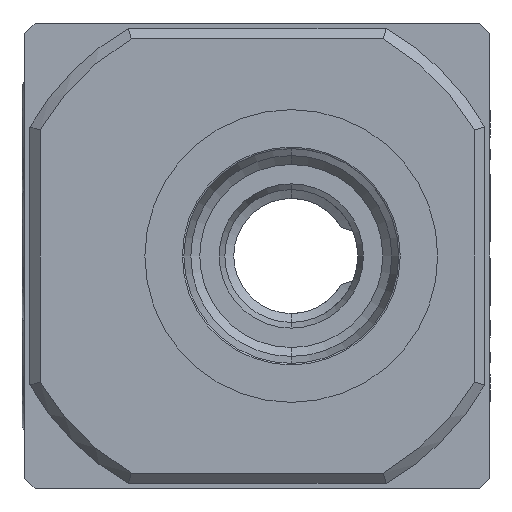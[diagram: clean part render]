
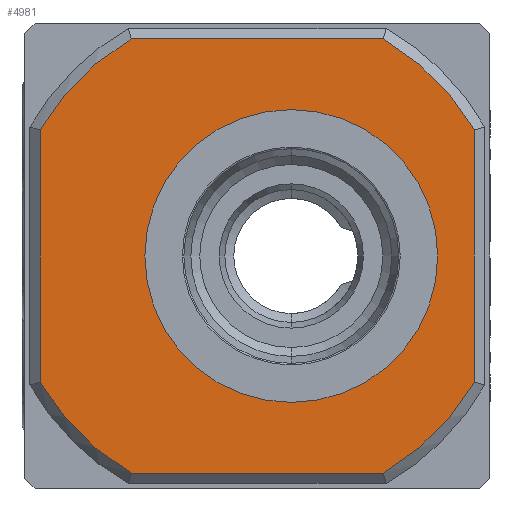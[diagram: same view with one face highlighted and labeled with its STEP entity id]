
A CAD part, left-side view. The second image highlights one B-rep face of the part: STEP entity #4981.
In plain terms, the highlighted planar face has unit normal (-1, 0, 0).
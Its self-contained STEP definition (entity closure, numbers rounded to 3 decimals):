
#294 = VERTEX_POINT ( 'NONE', #12310 ) ;
#307 = CIRCLE ( 'NONE', #473, 24. ) ;
#473 = AXIS2_PLACEMENT_3D ( 'NONE', #4252, #2825, #13669 ) ;
#516 = CARTESIAN_POINT ( 'NONE',  ( -12., -22.25, 22.25 ) ) ;
#660 = EDGE_LOOP ( 'NONE', ( #4955, #13838 ) ) ;
#1047 = LINE ( 'NONE', #17500, #16789 ) ;
#1245 = CARTESIAN_POINT ( 'NONE',  ( -12., -22.25, 22.25 ) ) ;
#1560 = AXIS2_PLACEMENT_3D ( 'NONE', #516, #8195, #7006 ) ;
#1728 = FACE_BOUND ( 'NONE', #660, .T. ) ;
#2079 = CARTESIAN_POINT ( 'NONE',  ( -12., -25.5, 36.25 ) ) ;
#2131 = EDGE_CURVE ( 'NONE', #9481, #16474, #7101, .T. ) ;
#2527 = DIRECTION ( 'NONE',  ( 0., 1., 0. ) ) ;
#2537 = VERTEX_POINT ( 'NONE', #8271 ) ;
#2804 = VERTEX_POINT ( 'NONE', #3613 ) ;
#2825 = DIRECTION ( 'NONE',  ( -1., 0., 0. ) ) ;
#3613 = CARTESIAN_POINT ( 'NONE',  ( -12., -10.19, 1.5 ) ) ;
#3744 = CARTESIAN_POINT ( 'NONE',  ( -12., -43., 10.19 ) ) ;
#4010 = EDGE_CURVE ( 'NONE', #9643, #2804, #7673, .T. ) ;
#4098 = ORIENTED_EDGE ( 'NONE', *, *, #12597, .T. ) ;
#4204 = CIRCLE ( 'NONE', #16084, 24. ) ;
#4213 = CARTESIAN_POINT ( 'NONE',  ( -12., -25.5, 8.25 ) ) ;
#4244 = EDGE_CURVE ( 'NONE', #8645, #15943, #1047, .T. ) ;
#4252 = CARTESIAN_POINT ( 'NONE',  ( -12., -22.25, 22.25 ) ) ;
#4464 = DIRECTION ( 'NONE',  ( 0., -1., 0. ) ) ;
#4955 = ORIENTED_EDGE ( 'NONE', *, *, #16158, .F. ) ;
#4958 = AXIS2_PLACEMENT_3D ( 'NONE', #14274, #6333, #13031 ) ;
#4981 = ADVANCED_FACE ( 'NONE', ( #8761, #1728 ), #15409, .T. ) ;
#5515 = DIRECTION ( 'NONE',  ( 0., 0., 1. ) ) ;
#5682 = ORIENTED_EDGE ( 'NONE', *, *, #12304, .T. ) ;
#5685 = EDGE_CURVE ( 'NONE', #294, #2537, #7840, .T. ) ;
#5802 = ORIENTED_EDGE ( 'NONE', *, *, #12537, .T. ) ;
#5914 = VECTOR ( 'NONE', #4464, 1000. ) ;
#5990 = CARTESIAN_POINT ( 'NONE',  ( -12., -43., 34.31 ) ) ;
#6114 = LINE ( 'NONE', #13364, #6717 ) ;
#6333 = DIRECTION ( 'NONE',  ( -1., 0., 0. ) ) ;
#6568 = VERTEX_POINT ( 'NONE', #7120 ) ;
#6668 = DIRECTION ( 'NONE',  ( -1., 0., 0. ) ) ;
#6717 = VECTOR ( 'NONE', #2527, 1000. ) ;
#7006 = DIRECTION ( 'NONE',  ( 0., 0., 1. ) ) ;
#7101 = CIRCLE ( 'NONE', #4958, 14. ) ;
#7120 = CARTESIAN_POINT ( 'NONE',  ( -12., -34.31, 1.5 ) ) ;
#7173 = DIRECTION ( 'NONE',  ( 0., 0., 1. ) ) ;
#7336 = DIRECTION ( 'NONE',  ( 0., 0., -1. ) ) ;
#7673 = CIRCLE ( 'NONE', #16217, 24. ) ;
#7840 = CIRCLE ( 'NONE', #15774, 24. ) ;
#8002 = VERTEX_POINT ( 'NONE', #15097 ) ;
#8043 = DIRECTION ( 'NONE',  ( 0., 0., 1. ) ) ;
#8089 = AXIS2_PLACEMENT_3D ( 'NONE', #9712, #16325, #14899 ) ;
#8195 = DIRECTION ( 'NONE',  ( -1., 0., 0. ) ) ;
#8268 = ORIENTED_EDGE ( 'NONE', *, *, #11253, .T. ) ;
#8271 = CARTESIAN_POINT ( 'NONE',  ( -12., -1.5, 34.31 ) ) ;
#8332 = CIRCLE ( 'NONE', #8089, 14. ) ;
#8645 = VERTEX_POINT ( 'NONE', #3744 ) ;
#8761 = FACE_OUTER_BOUND ( 'NONE', #14685, .T. ) ;
#8958 = DIRECTION ( 'NONE',  ( -1., 0., 0. ) ) ;
#9481 = VERTEX_POINT ( 'NONE', #4213 ) ;
#9643 = VERTEX_POINT ( 'NONE', #17109 ) ;
#9712 = CARTESIAN_POINT ( 'NONE',  ( -12., -25.5, 22.25 ) ) ;
#9973 = ORIENTED_EDGE ( 'NONE', *, *, #15277, .T. ) ;
#10059 = ORIENTED_EDGE ( 'NONE', *, *, #4010, .T. ) ;
#10116 = DIRECTION ( 'NONE',  ( 0., 0., 1. ) ) ;
#10269 = CARTESIAN_POINT ( 'NONE',  ( -12., -22.25, 22.25 ) ) ;
#10907 = ORIENTED_EDGE ( 'NONE', *, *, #4244, .T. ) ;
#11020 = CARTESIAN_POINT ( 'NONE',  ( -12., -22.25, 22.25 ) ) ;
#11253 = EDGE_CURVE ( 'NONE', #2537, #9643, #14489, .T. ) ;
#11434 = CARTESIAN_POINT ( 'NONE',  ( -12., -1.5, 9.924 ) ) ;
#12304 = EDGE_CURVE ( 'NONE', #2804, #6568, #13288, .T. ) ;
#12310 = CARTESIAN_POINT ( 'NONE',  ( -12., -10.19, 43. ) ) ;
#12537 = EDGE_CURVE ( 'NONE', #6568, #8645, #4204, .T. ) ;
#12597 = EDGE_CURVE ( 'NONE', #8002, #294, #6114, .T. ) ;
#13031 = DIRECTION ( 'NONE',  ( 0., 0., 1. ) ) ;
#13149 = ORIENTED_EDGE ( 'NONE', *, *, #5685, .T. ) ;
#13288 = LINE ( 'NONE', #13981, #5914 ) ;
#13364 = CARTESIAN_POINT ( 'NONE',  ( -12., -9.924, 43. ) ) ;
#13669 = DIRECTION ( 'NONE',  ( 0., 0., 1. ) ) ;
#13838 = ORIENTED_EDGE ( 'NONE', *, *, #2131, .F. ) ;
#13981 = CARTESIAN_POINT ( 'NONE',  ( -12., -34.576, 1.5 ) ) ;
#14274 = CARTESIAN_POINT ( 'NONE',  ( -12., -25.5, 22.25 ) ) ;
#14489 = LINE ( 'NONE', #11434, #15367 ) ;
#14685 = EDGE_LOOP ( 'NONE', ( #10059, #5682, #5802, #10907, #9973, #4098, #13149, #8268 ) ) ;
#14899 = DIRECTION ( 'NONE',  ( 0., 0., 1. ) ) ;
#15097 = CARTESIAN_POINT ( 'NONE',  ( -12., -34.31, 43. ) ) ;
#15277 = EDGE_CURVE ( 'NONE', #15943, #8002, #307, .T. ) ;
#15285 = DIRECTION ( 'NONE',  ( -1., 0., 0. ) ) ;
#15367 = VECTOR ( 'NONE', #7336, 1000. ) ;
#15409 = PLANE ( 'NONE',  #1560 ) ;
#15774 = AXIS2_PLACEMENT_3D ( 'NONE', #11020, #15285, #7173 ) ;
#15943 = VERTEX_POINT ( 'NONE', #5990 ) ;
#16084 = AXIS2_PLACEMENT_3D ( 'NONE', #1245, #6668, #5515 ) ;
#16158 = EDGE_CURVE ( 'NONE', #16474, #9481, #8332, .T. ) ;
#16217 = AXIS2_PLACEMENT_3D ( 'NONE', #10269, #8958, #10116 ) ;
#16325 = DIRECTION ( 'NONE',  ( -1., 0., 0. ) ) ;
#16474 = VERTEX_POINT ( 'NONE', #2079 ) ;
#16789 = VECTOR ( 'NONE', #8043, 1000. ) ;
#17109 = CARTESIAN_POINT ( 'NONE',  ( -12., -1.5, 10.19 ) ) ;
#17500 = CARTESIAN_POINT ( 'NONE',  ( -12., -43., 34.576 ) ) ;
